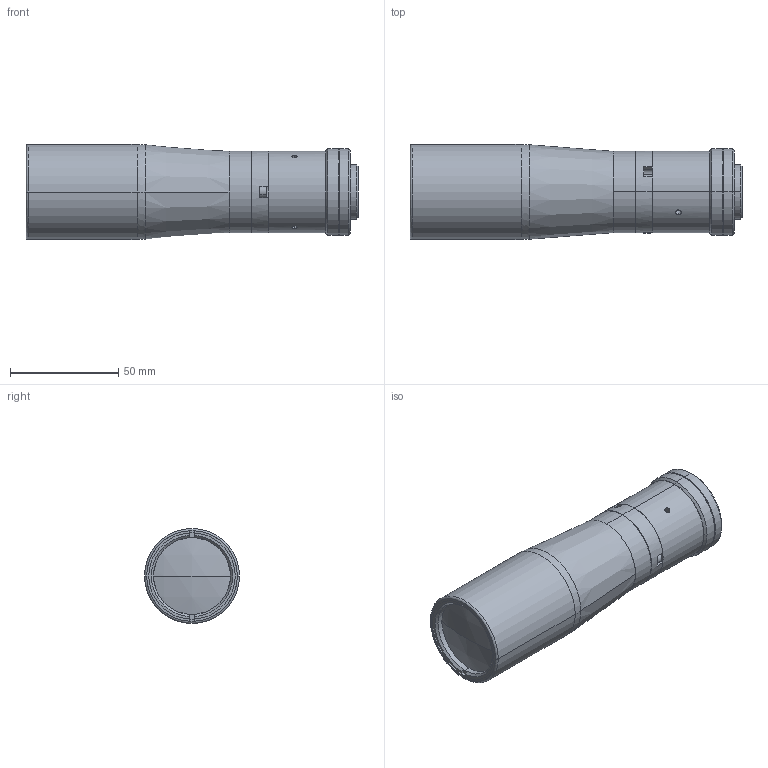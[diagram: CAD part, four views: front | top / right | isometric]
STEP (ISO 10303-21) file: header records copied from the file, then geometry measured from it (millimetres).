
FILE_DESCRIPTION (( 'STEP AP203' ), '1' );
FILE_NAME ('TC1MHR024-C.step', '2018-11-28T08:25:24', ( '' ), ( '' ), 'SwSTEP 2.0', 'SolidWorks 2018', '' );
FILE_SCHEMA (( 'CONFIG_CONTROL_DESIGN' ));
Length unit declared in the file: millimetre
Products named in the file (1): TC1MHR024-C
Bounding box: 153.7 x 44 x 44 mm (x, y, z)
Surface area: 29749.9 mm2 (no closed solid volume)
Topology: 0 solids, 12 shells, 93 faces, 259 edges, 179 vertices
Faces by surface type: cylinder 39, plane 32, cone 14, torus 6, sphere 2
Entity records: 3330 total; most frequent: CARTESIAN_POINT 772, DIRECTION 579, ORIENTED_EDGE 433, EDGE_CURVE 259, AXIS2_PLACEMENT_3D 242, VERTEX_POINT 179, CIRCLE 148, EDGE_LOOP 117
